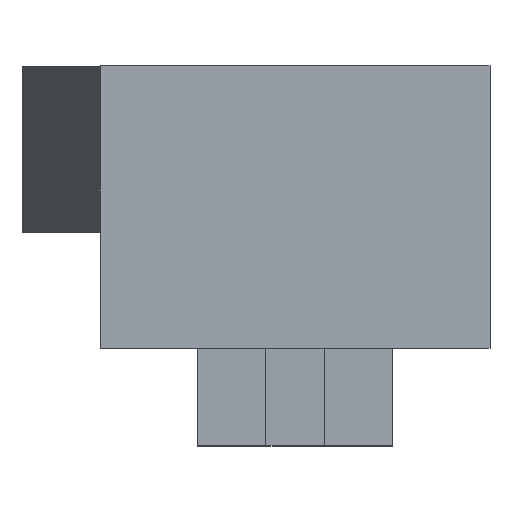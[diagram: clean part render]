
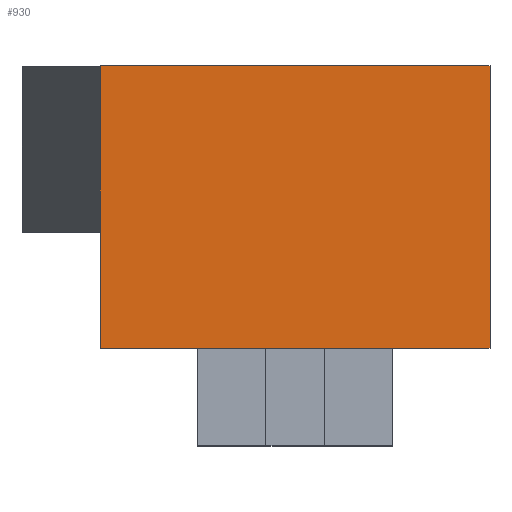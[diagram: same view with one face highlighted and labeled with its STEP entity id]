
A CAD part, top view. The second image highlights one B-rep face of the part: STEP entity #930.
In plain terms, the highlighted planar face has unit normal (0, 0, 1).
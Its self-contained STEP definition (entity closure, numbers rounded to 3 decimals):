
#94=FACE_OUTER_BOUND('',#146,.T.);
#146=EDGE_LOOP('',(#834,#835,#836,#837));
#196=LINE('',#1398,#305);
#241=LINE('',#1490,#350);
#243=LINE('',#1494,#352);
#256=LINE('',#1572,#365);
#305=VECTOR('',#1111,10.);
#350=VECTOR('',#1190,10.);
#352=VECTOR('',#1194,10.);
#365=VECTOR('',#1261,10.);
#405=VERTEX_POINT('',#1395);
#406=VERTEX_POINT('',#1397);
#436=VERTEX_POINT('',#1488);
#437=VERTEX_POINT('',#1492);
#506=EDGE_CURVE('',#406,#405,#196,.T.);
#552=EDGE_CURVE('',#405,#436,#241,.T.);
#554=EDGE_CURVE('',#437,#436,#243,.T.);
#581=EDGE_CURVE('',#406,#437,#256,.T.);
#834=ORIENTED_EDGE('',*,*,#554,.F.);
#835=ORIENTED_EDGE('',*,*,#581,.F.);
#836=ORIENTED_EDGE('',*,*,#506,.T.);
#837=ORIENTED_EDGE('',*,*,#552,.T.);
#881=PLANE('',#1019);
#930=ADVANCED_FACE('',(#94),#881,.T.);
#1019=AXIS2_PLACEMENT_3D('',#1571,#1259,#1260);
#1111=DIRECTION('',(1.,0.,0.));
#1190=DIRECTION('',(0.,1.,0.));
#1194=DIRECTION('',(1.,0.,0.));
#1259=DIRECTION('center_axis',(0.,0.,1.));
#1260=DIRECTION('ref_axis',(1.,0.,0.));
#1261=DIRECTION('',(0.,1.,0.));
#1395=CARTESIAN_POINT('',(10.,0.,-0.3));
#1397=CARTESIAN_POINT('',(-10.,0.,-0.3));
#1398=CARTESIAN_POINT('',(-10.,0.,-0.3));
#1488=CARTESIAN_POINT('',(10.,14.5,-0.3));
#1490=CARTESIAN_POINT('',(10.,0.,-0.3));
#1492=CARTESIAN_POINT('',(-10.,14.5,-0.3));
#1494=CARTESIAN_POINT('',(7.5,14.5,-0.3));
#1571=CARTESIAN_POINT('Origin',(-10.,0.,-0.3));
#1572=CARTESIAN_POINT('',(-10.,0.,-0.3));
